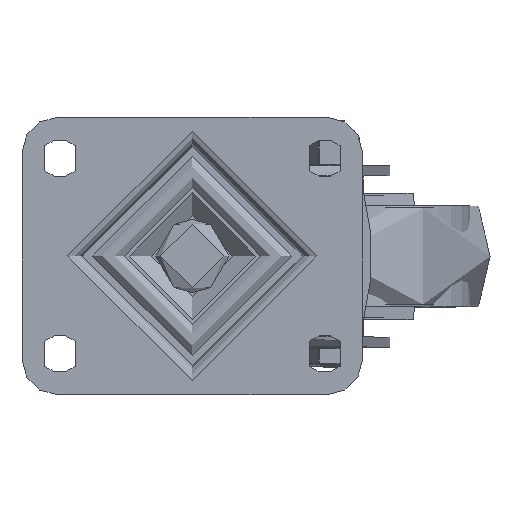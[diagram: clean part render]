
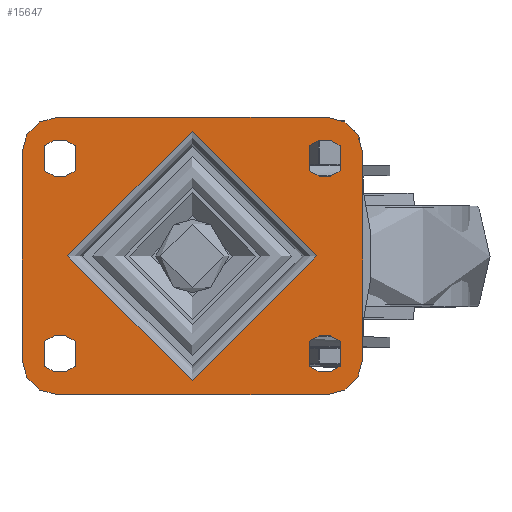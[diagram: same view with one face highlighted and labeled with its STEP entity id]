
A CAD part, top view. The second image highlights one B-rep face of the part: STEP entity #15647.
In plain terms, the highlighted planar face has unit normal (0, 0, 1).
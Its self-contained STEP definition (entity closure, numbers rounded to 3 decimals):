
#547=FACE_BOUND('',#2731,.T.);
#548=FACE_BOUND('',#2732,.T.);
#549=FACE_BOUND('',#2733,.T.);
#550=FACE_BOUND('',#2734,.T.);
#551=FACE_BOUND('',#2735,.T.);
#710=PLANE('',#17042);
#1800=FACE_OUTER_BOUND('',#2730,.T.);
#2730=EDGE_LOOP('',(#11136,#11137,#11138,#11139,#11140,#11141,#11142,#11143));
#2731=EDGE_LOOP('',(#11144));
#2732=EDGE_LOOP('',(#11145,#11146,#11147,#11148));
#2733=EDGE_LOOP('',(#11149,#11150,#11151,#11152));
#2734=EDGE_LOOP('',(#11153,#11154,#11155,#11156));
#2735=EDGE_LOOP('',(#11157,#11158,#11159,#11160));
#3938=LINE('',#23552,#5087);
#3939=LINE('',#23553,#5088);
#3940=LINE('',#23554,#5089);
#3941=LINE('',#23555,#5090);
#3942=LINE('',#23558,#5091);
#3943=LINE('',#23562,#5092);
#3944=LINE('',#23566,#5093);
#3945=LINE('',#23570,#5094);
#3946=LINE('',#23574,#5095);
#3947=LINE('',#23578,#5096);
#3948=LINE('',#23582,#5097);
#3949=LINE('',#23586,#5098);
#5087=VECTOR('',#18979,1000.);
#5088=VECTOR('',#18980,1000.);
#5089=VECTOR('',#18981,1000.);
#5090=VECTOR('',#18982,1000.);
#5091=VECTOR('',#18983,1000.);
#5092=VECTOR('',#18986,1000.);
#5093=VECTOR('',#18989,1000.);
#5094=VECTOR('',#18992,1000.);
#5095=VECTOR('',#18995,1000.);
#5096=VECTOR('',#18998,1000.);
#5097=VECTOR('',#19001,1000.);
#5098=VECTOR('',#19004,1000.);
#6276=CIRCLE('',#16997,14.);
#6278=CIRCLE('',#17000,14.);
#6280=CIRCLE('',#17003,14.);
#6282=CIRCLE('',#17006,14.);
#6296=CIRCLE('',#17025,49.416);
#6306=CIRCLE('',#17043,9.092);
#6307=CIRCLE('',#17044,9.092);
#6308=CIRCLE('',#17045,9.092);
#6309=CIRCLE('',#17046,9.092);
#6310=CIRCLE('',#17047,9.092);
#6311=CIRCLE('',#17048,9.092);
#6312=CIRCLE('',#17049,9.092);
#6313=CIRCLE('',#17050,9.092);
#7133=VERTEX_POINT('',#23458);
#7134=VERTEX_POINT('',#23459);
#7137=VERTEX_POINT('',#23467);
#7138=VERTEX_POINT('',#23468);
#7141=VERTEX_POINT('',#23476);
#7142=VERTEX_POINT('',#23477);
#7145=VERTEX_POINT('',#23485);
#7146=VERTEX_POINT('',#23486);
#7158=VERTEX_POINT('',#23520);
#7167=VERTEX_POINT('',#23556);
#7168=VERTEX_POINT('',#23557);
#7169=VERTEX_POINT('',#23559);
#7170=VERTEX_POINT('',#23561);
#7171=VERTEX_POINT('',#23564);
#7172=VERTEX_POINT('',#23565);
#7173=VERTEX_POINT('',#23567);
#7174=VERTEX_POINT('',#23569);
#7175=VERTEX_POINT('',#23572);
#7176=VERTEX_POINT('',#23573);
#7177=VERTEX_POINT('',#23575);
#7178=VERTEX_POINT('',#23577);
#7179=VERTEX_POINT('',#23580);
#7180=VERTEX_POINT('',#23581);
#7181=VERTEX_POINT('',#23583);
#7182=VERTEX_POINT('',#23585);
#8707=EDGE_CURVE('',#7133,#7134,#6276,.T.);
#8711=EDGE_CURVE('',#7137,#7138,#6278,.T.);
#8715=EDGE_CURVE('',#7141,#7142,#6280,.T.);
#8719=EDGE_CURVE('',#7145,#7146,#6282,.T.);
#8737=EDGE_CURVE('',#7158,#7158,#6296,.T.);
#8751=EDGE_CURVE('',#7142,#7145,#3938,.T.);
#8752=EDGE_CURVE('',#7138,#7141,#3939,.T.);
#8753=EDGE_CURVE('',#7134,#7137,#3940,.T.);
#8754=EDGE_CURVE('',#7146,#7133,#3941,.T.);
#8755=EDGE_CURVE('',#7167,#7168,#3942,.T.);
#8756=EDGE_CURVE('',#7168,#7169,#6306,.T.);
#8757=EDGE_CURVE('',#7169,#7170,#3943,.T.);
#8758=EDGE_CURVE('',#7170,#7167,#6307,.T.);
#8759=EDGE_CURVE('',#7171,#7172,#3944,.T.);
#8760=EDGE_CURVE('',#7172,#7173,#6308,.T.);
#8761=EDGE_CURVE('',#7173,#7174,#3945,.T.);
#8762=EDGE_CURVE('',#7174,#7171,#6309,.T.);
#8763=EDGE_CURVE('',#7175,#7176,#3946,.T.);
#8764=EDGE_CURVE('',#7176,#7177,#6310,.T.);
#8765=EDGE_CURVE('',#7177,#7178,#3947,.T.);
#8766=EDGE_CURVE('',#7178,#7175,#6311,.T.);
#8767=EDGE_CURVE('',#7179,#7180,#3948,.T.);
#8768=EDGE_CURVE('',#7180,#7181,#6312,.T.);
#8769=EDGE_CURVE('',#7181,#7182,#3949,.T.);
#8770=EDGE_CURVE('',#7182,#7179,#6313,.T.);
#11136=ORIENTED_EDGE('',*,*,#8719,.F.);
#11137=ORIENTED_EDGE('',*,*,#8751,.F.);
#11138=ORIENTED_EDGE('',*,*,#8715,.F.);
#11139=ORIENTED_EDGE('',*,*,#8752,.F.);
#11140=ORIENTED_EDGE('',*,*,#8711,.F.);
#11141=ORIENTED_EDGE('',*,*,#8753,.F.);
#11142=ORIENTED_EDGE('',*,*,#8707,.F.);
#11143=ORIENTED_EDGE('',*,*,#8754,.F.);
#11144=ORIENTED_EDGE('',*,*,#8737,.F.);
#11145=ORIENTED_EDGE('',*,*,#8755,.T.);
#11146=ORIENTED_EDGE('',*,*,#8756,.T.);
#11147=ORIENTED_EDGE('',*,*,#8757,.T.);
#11148=ORIENTED_EDGE('',*,*,#8758,.T.);
#11149=ORIENTED_EDGE('',*,*,#8759,.T.);
#11150=ORIENTED_EDGE('',*,*,#8760,.T.);
#11151=ORIENTED_EDGE('',*,*,#8761,.T.);
#11152=ORIENTED_EDGE('',*,*,#8762,.T.);
#11153=ORIENTED_EDGE('',*,*,#8763,.T.);
#11154=ORIENTED_EDGE('',*,*,#8764,.T.);
#11155=ORIENTED_EDGE('',*,*,#8765,.T.);
#11156=ORIENTED_EDGE('',*,*,#8766,.T.);
#11157=ORIENTED_EDGE('',*,*,#8767,.T.);
#11158=ORIENTED_EDGE('',*,*,#8768,.T.);
#11159=ORIENTED_EDGE('',*,*,#8769,.T.);
#11160=ORIENTED_EDGE('',*,*,#8770,.T.);
#15647=ADVANCED_FACE('',(#1800,#547,#548,#549,#550,#551),#710,.T.);
#16997=AXIS2_PLACEMENT_3D('',#23460,#18873,#18874);
#17000=AXIS2_PLACEMENT_3D('',#23469,#18881,#18882);
#17003=AXIS2_PLACEMENT_3D('',#23478,#18889,#18890);
#17006=AXIS2_PLACEMENT_3D('',#23487,#18897,#18898);
#17025=AXIS2_PLACEMENT_3D('',#23522,#18939,#18940);
#17042=AXIS2_PLACEMENT_3D('',#23551,#18977,#18978);
#17043=AXIS2_PLACEMENT_3D('',#23560,#18984,#18985);
#17044=AXIS2_PLACEMENT_3D('',#23563,#18987,#18988);
#17045=AXIS2_PLACEMENT_3D('',#23568,#18990,#18991);
#17046=AXIS2_PLACEMENT_3D('',#23571,#18993,#18994);
#17047=AXIS2_PLACEMENT_3D('',#23576,#18996,#18997);
#17048=AXIS2_PLACEMENT_3D('',#23579,#18999,#19000);
#17049=AXIS2_PLACEMENT_3D('',#23584,#19002,#19003);
#17050=AXIS2_PLACEMENT_3D('',#23587,#19005,#19006);
#18873=DIRECTION('center_axis',(0.,0.,-1.));
#18874=DIRECTION('ref_axis',(-0.707,0.707,0.));
#18881=DIRECTION('center_axis',(0.,0.,-1.));
#18882=DIRECTION('ref_axis',(0.707,0.707,0.));
#18889=DIRECTION('center_axis',(0.,0.,-1.));
#18890=DIRECTION('ref_axis',(0.707,-0.707,0.));
#18897=DIRECTION('center_axis',(0.,0.,-1.));
#18898=DIRECTION('ref_axis',(-0.707,-0.707,0.));
#18939=DIRECTION('center_axis',(0.,0.,1.));
#18940=DIRECTION('ref_axis',(-1.,0.,0.));
#18977=DIRECTION('center_axis',(0.,0.,1.));
#18978=DIRECTION('ref_axis',(1.,0.,0.));
#18979=DIRECTION('',(-1.,0.,0.));
#18980=DIRECTION('',(0.,-1.,0.));
#18981=DIRECTION('',(1.,0.,0.));
#18982=DIRECTION('',(0.,1.,0.));
#18983=DIRECTION('',(0.,1.,0.));
#18984=DIRECTION('center_axis',(0.,0.,-1.));
#18985=DIRECTION('ref_axis',(-0.671,0.742,0.));
#18986=DIRECTION('',(0.,-1.,0.));
#18987=DIRECTION('center_axis',(0.,0.,-1.));
#18988=DIRECTION('ref_axis',(-0.671,-0.742,0.));
#18989=DIRECTION('',(0.,1.,0.));
#18990=DIRECTION('center_axis',(0.,0.,-1.));
#18991=DIRECTION('ref_axis',(0.671,0.742,0.));
#18992=DIRECTION('',(0.,-1.,0.));
#18993=DIRECTION('center_axis',(0.,0.,-1.));
#18994=DIRECTION('ref_axis',(0.671,-0.742,0.));
#18995=DIRECTION('',(0.,-1.,0.));
#18996=DIRECTION('center_axis',(0.,0.,-1.));
#18997=DIRECTION('ref_axis',(-0.671,-0.742,0.));
#18998=DIRECTION('',(0.,1.,0.));
#18999=DIRECTION('center_axis',(0.,0.,-1.));
#19000=DIRECTION('ref_axis',(-0.671,0.742,0.));
#19001=DIRECTION('',(0.,-1.,0.));
#19002=DIRECTION('center_axis',(0.,0.,-1.));
#19003=DIRECTION('ref_axis',(0.671,-0.742,0.));
#19004=DIRECTION('',(0.,1.,0.));
#19005=DIRECTION('center_axis',(0.,0.,-1.));
#19006=DIRECTION('ref_axis',(0.671,0.742,0.));
#23458=CARTESIAN_POINT('',(-67.5,41.,0.));
#23459=CARTESIAN_POINT('',(-53.5,55.,0.));
#23460=CARTESIAN_POINT('Origin',(-53.5,41.,0.));
#23467=CARTESIAN_POINT('',(53.5,55.,0.));
#23468=CARTESIAN_POINT('',(67.5,41.,0.));
#23469=CARTESIAN_POINT('Origin',(53.5,41.,0.));
#23476=CARTESIAN_POINT('',(67.5,-41.,0.));
#23477=CARTESIAN_POINT('',(53.5,-55.,0.));
#23478=CARTESIAN_POINT('Origin',(53.5,-41.,0.));
#23485=CARTESIAN_POINT('',(-53.5,-55.,0.));
#23486=CARTESIAN_POINT('',(-67.5,-41.,0.));
#23487=CARTESIAN_POINT('Origin',(-53.5,-41.,0.));
#23520=CARTESIAN_POINT('',(49.416,0.,0.));
#23522=CARTESIAN_POINT('Origin',(0.,0.,0.));
#23551=CARTESIAN_POINT('Origin',(0.,0.,0.));
#23552=CARTESIAN_POINT('',(67.5,-55.,0.));
#23553=CARTESIAN_POINT('',(67.5,55.,0.));
#23554=CARTESIAN_POINT('',(-67.5,55.,0.));
#23555=CARTESIAN_POINT('',(-67.5,-55.,0.));
#23556=CARTESIAN_POINT('',(-58.6,33.75,0.));
#23557=CARTESIAN_POINT('',(-58.6,43.75,0.));
#23558=CARTESIAN_POINT('',(-58.6,40.,0.));
#23559=CARTESIAN_POINT('',(-46.4,43.75,0.));
#23560=CARTESIAN_POINT('Origin',(-52.5,37.008,0.));
#23561=CARTESIAN_POINT('',(-46.4,33.75,0.));
#23562=CARTESIAN_POINT('',(-46.4,37.5,0.));
#23563=CARTESIAN_POINT('Origin',(-52.5,40.492,0.));
#23564=CARTESIAN_POINT('',(-58.6,-43.75,0.));
#23565=CARTESIAN_POINT('',(-58.6,-33.75,0.));
#23566=CARTESIAN_POINT('',(-58.6,-40.,0.));
#23567=CARTESIAN_POINT('',(-46.4,-33.75,0.));
#23568=CARTESIAN_POINT('Origin',(-52.5,-40.492,0.));
#23569=CARTESIAN_POINT('',(-46.4,-43.75,0.));
#23570=CARTESIAN_POINT('',(-46.4,-37.5,0.));
#23571=CARTESIAN_POINT('Origin',(-52.5,-37.008,0.));
#23572=CARTESIAN_POINT('',(58.6,43.75,0.));
#23573=CARTESIAN_POINT('',(58.6,33.75,0.));
#23574=CARTESIAN_POINT('',(58.6,40.,0.));
#23575=CARTESIAN_POINT('',(46.4,33.75,0.));
#23576=CARTESIAN_POINT('Origin',(52.5,40.492,0.));
#23577=CARTESIAN_POINT('',(46.4,43.75,0.));
#23578=CARTESIAN_POINT('',(46.4,37.5,0.));
#23579=CARTESIAN_POINT('Origin',(52.5,37.008,0.));
#23580=CARTESIAN_POINT('',(58.6,-33.75,0.));
#23581=CARTESIAN_POINT('',(58.6,-43.75,0.));
#23582=CARTESIAN_POINT('',(58.6,-40.,0.));
#23583=CARTESIAN_POINT('',(46.4,-43.75,0.));
#23584=CARTESIAN_POINT('Origin',(52.5,-37.008,0.));
#23585=CARTESIAN_POINT('',(46.4,-33.75,0.));
#23586=CARTESIAN_POINT('',(46.4,-37.5,0.));
#23587=CARTESIAN_POINT('Origin',(52.5,-40.492,0.));
